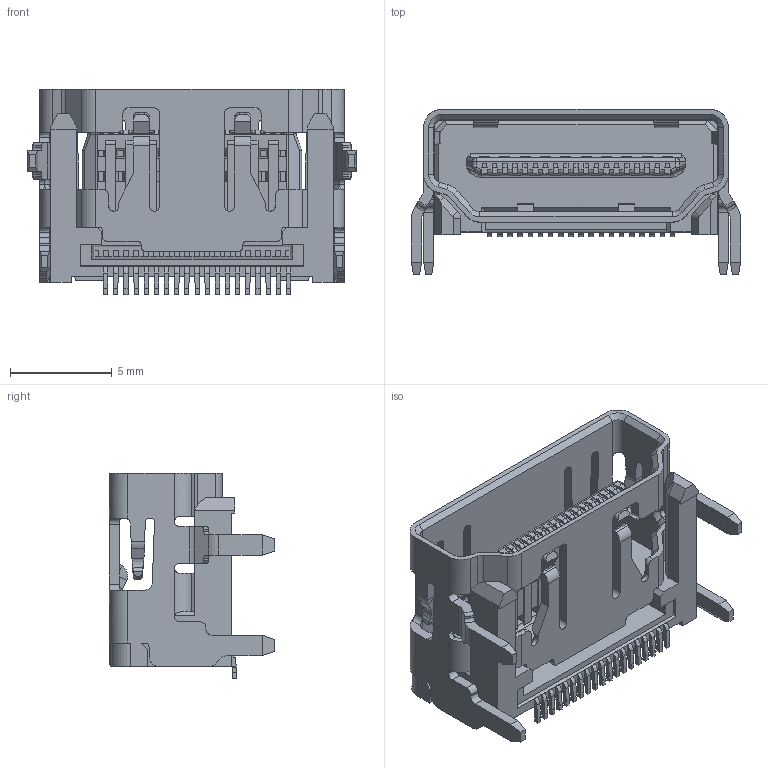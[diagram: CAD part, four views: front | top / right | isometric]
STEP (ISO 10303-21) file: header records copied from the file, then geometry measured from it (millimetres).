
FILE_DESCRIPTION (( 'STEP AP214' ), '1' );
FILE_NAME ('10029449-111RLF.STEP', '2023-10-31T18:14:53', ( '' ), ( '' ), 'SwSTEP 2.0', 'SolidWorks 2021', '' );
FILE_SCHEMA (( 'AUTOMOTIVE_DESIGN' ));
Length unit declared in the file: millimetre
Products named in the file (1): 10029449-111RLF
Bounding box: 16.2 x 8.13 x 10.1 mm (x, y, z)
Volume: 342.2 mm3; surface area: 1221.5 mm2
Topology: 21 solids, 21 shells, 1739 faces, 4589 edges, 2862 vertices
Faces by surface type: plane 1416, cylinder 250, cone 34, bspline 28, sphere 6, torus 5
Entity records: 54198 total; most frequent: CARTESIAN_POINT 11091, ORIENTED_EDGE 9172, DIRECTION 8428, EDGE_CURVE 4586, VECTOR 3910, LINE 3910, VERTEX_POINT 2862, AXIS2_PLACEMENT_3D 2259
